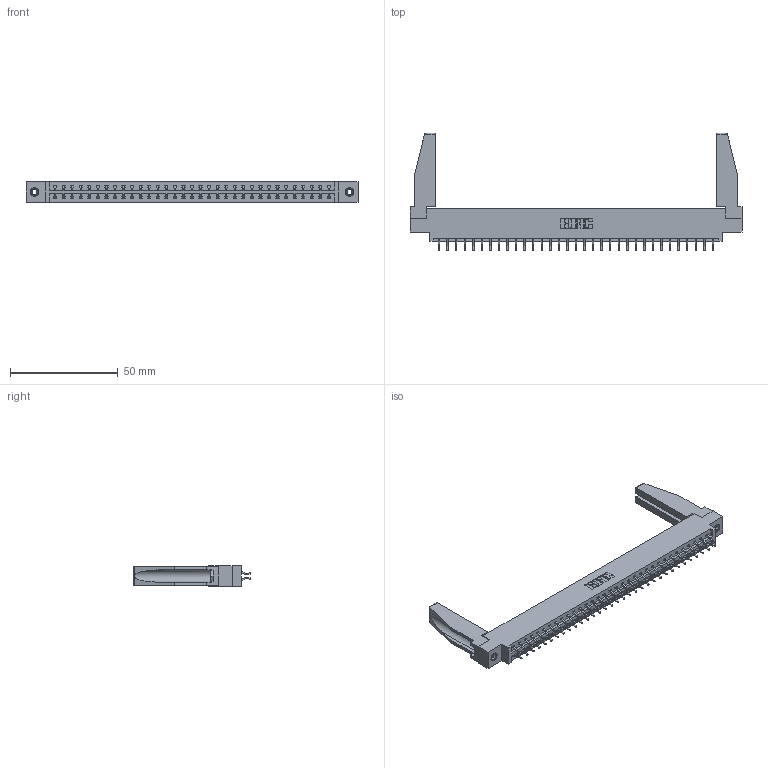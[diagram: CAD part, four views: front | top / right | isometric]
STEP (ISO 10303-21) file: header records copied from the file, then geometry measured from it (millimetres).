
FILE_DESCRIPTION (( 'STEP AP203' ), '1' );
FILE_NAME ('387-066-556-878.STEP', '2019-10-19T19:32:47', ( '' ), ( '' ), 'SwSTEP 2.0', 'SolidWorks 2016', '' );
FILE_SCHEMA (( 'CONFIG_CONTROL_DESIGN' ));
Length unit declared in the file: inch
Products named in the file (5): 345-250-001_345-250-001-102; 387-066-556-878; 345-292-001_556 Tail; 337 Part_0.170 Offset - 0.156 Dia-TI; 307-220-078
Assembly tree (71 placements, depth 2):
  387-066-556-878
    337 Part_0.170 Offset - 0.156 Dia-TI
    345-292-001_556 Tail  x66
    345-250-001_345-250-001-102  x2
    307-220-078  x2
Bounding box: 153.77 x 54.37 x 9.4 mm (x, y, z)
Volume: 19959.1 mm3; surface area: 21830.6 mm2
Topology: 71 solids, 71 shells, 4208 faces, 12467 edges, 8214 vertices
Faces by surface type: plane 2930, cylinder 1262, cone 12, torus 4
Entity records: 29542 total; most frequent: CARTESIAN_POINT 5000, ORIENTED_EDGE 4880, DIRECTION 4264, EDGE_CURVE 2440, VECTOR 2266, LINE 2266, VERTEX_POINT 1620, AXIS2_PLACEMENT_3D 999
